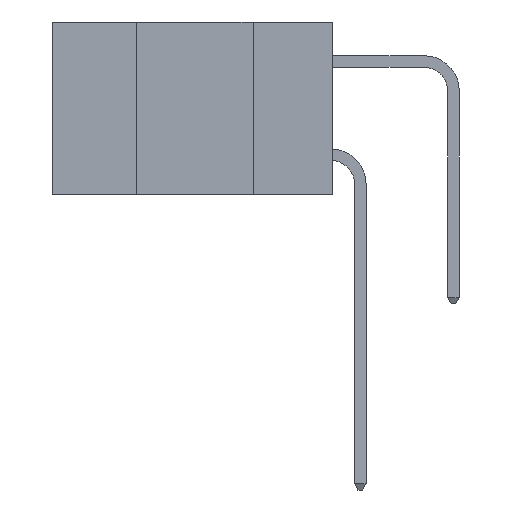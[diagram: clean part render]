
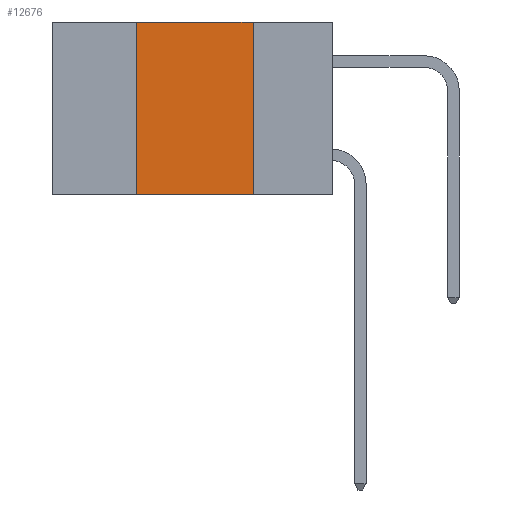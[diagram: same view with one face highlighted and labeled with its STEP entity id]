
A CAD part, left-side view. The second image highlights one B-rep face of the part: STEP entity #12676.
In plain terms, the highlighted planar face has unit normal (-1, 0, 0).
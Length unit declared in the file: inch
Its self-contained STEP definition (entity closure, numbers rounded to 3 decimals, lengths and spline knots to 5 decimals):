
#345 = EDGE_CURVE ( 'NONE', #12658, #17223, #12116, .T. ) ;
#1060 = FACE_OUTER_BOUND ( 'NONE', #10903, .T. ) ;
#1396 = DIRECTION ( 'NONE',  ( 0., -1., 0. ) ) ;
#1615 = LINE ( 'NONE', #10546, #10226 ) ;
#1882 = EDGE_CURVE ( 'NONE', #5090, #8071, #1615, .T. ) ;
#1925 = DIRECTION ( 'NONE',  ( 0., 0., -1. ) ) ;
#2040 = CARTESIAN_POINT ( 'NONE',  ( 0., 0.17, -0.37 ) ) ;
#2891 = VECTOR ( 'NONE', #10771, 39.37008 ) ;
#4119 = CARTESIAN_POINT ( 'NONE',  ( 0., 0.42, 0. ) ) ;
#5090 = VERTEX_POINT ( 'NONE', #4119 ) ;
#5726 = CARTESIAN_POINT ( 'NONE',  ( 0., 0.17, 0. ) ) ;
#6103 = CARTESIAN_POINT ( 'NONE',  ( 0., 0.6, -0.37 ) ) ;
#7470 = LINE ( 'NONE', #9095, #2891 ) ;
#8071 = VERTEX_POINT ( 'NONE', #5726 ) ;
#8745 = EDGE_CURVE ( 'NONE', #12658, #5090, #7470, .T. ) ;
#8784 = CARTESIAN_POINT ( 'NONE',  ( 0., 0.42, -0.37 ) ) ;
#9095 = CARTESIAN_POINT ( 'NONE',  ( 0., 0.42, -0.37 ) ) ;
#10128 = ORIENTED_EDGE ( 'NONE', *, *, #17261, .F. ) ;
#10226 = VECTOR ( 'NONE', #21429, 39.37008 ) ;
#10474 = PLANE ( 'NONE',  #18587 ) ;
#10546 = CARTESIAN_POINT ( 'NONE',  ( 0., 0.6, 0. ) ) ;
#10771 = DIRECTION ( 'NONE',  ( 0., 0., 1. ) ) ;
#10903 = EDGE_LOOP ( 'NONE', ( #10128, #15912, #18131, #20248 ) ) ;
#12116 = LINE ( 'NONE', #6103, #16506 ) ;
#12188 = DIRECTION ( 'NONE',  ( 1., 0., 0. ) ) ;
#12658 = VERTEX_POINT ( 'NONE', #8784 ) ;
#12676 = ADVANCED_FACE ( 'NONE', ( #1060 ), #10474, .F. ) ;
#13730 = LINE ( 'NONE', #15692, #17548 ) ;
#14037 = DIRECTION ( 'NONE',  ( 0., 0., -1. ) ) ;
#15692 = CARTESIAN_POINT ( 'NONE',  ( 0., 0.17, -0.37 ) ) ;
#15912 = ORIENTED_EDGE ( 'NONE', *, *, #1882, .F. ) ;
#16506 = VECTOR ( 'NONE', #1396, 39.37008 ) ;
#17223 = VERTEX_POINT ( 'NONE', #2040 ) ;
#17261 = EDGE_CURVE ( 'NONE', #8071, #17223, #13730, .T. ) ;
#17548 = VECTOR ( 'NONE', #14037, 39.37008 ) ;
#18131 = ORIENTED_EDGE ( 'NONE', *, *, #8745, .F. ) ;
#18587 = AXIS2_PLACEMENT_3D ( 'NONE', #18707, #12188, #1925 ) ;
#18707 = CARTESIAN_POINT ( 'NONE',  ( 0., 0.6, 0. ) ) ;
#20248 = ORIENTED_EDGE ( 'NONE', *, *, #345, .T. ) ;
#21429 = DIRECTION ( 'NONE',  ( 0., -1., 0. ) ) ;
